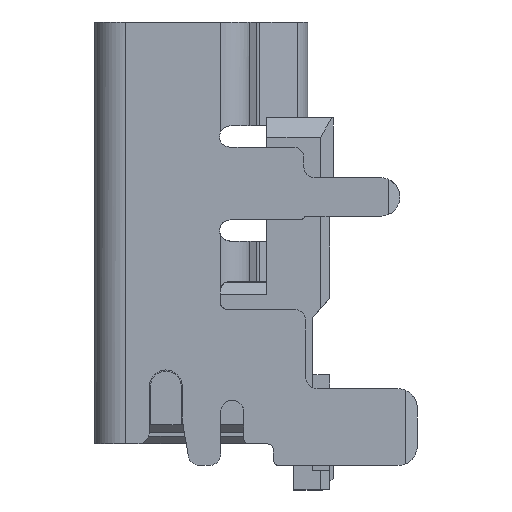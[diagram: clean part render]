
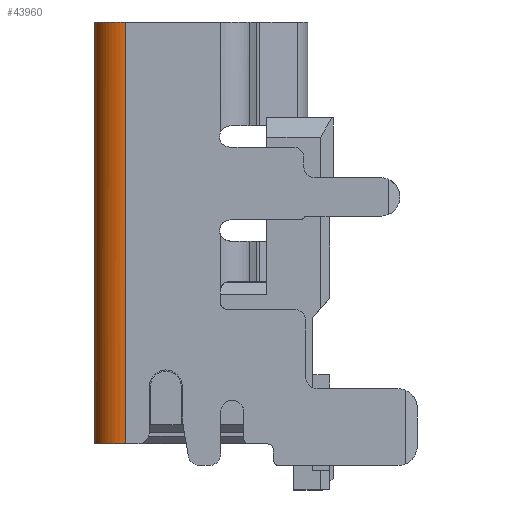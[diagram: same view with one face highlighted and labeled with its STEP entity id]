
A CAD part, left-side view. The second image highlights one B-rep face of the part: STEP entity #43960.
In plain terms, the highlighted cylindrical face has radius 0.8 mm (diameter 1.6 mm), a partial arc.
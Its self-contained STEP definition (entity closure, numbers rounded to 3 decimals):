
#635 = CARTESIAN_POINT ( 'NONE',  ( -6.908, 5.53, -11. ) ) ;
#2361 = CARTESIAN_POINT ( 'NONE',  ( -6.806, 5.55, 0. ) ) ;
#2437 = VERTEX_POINT ( 'NONE', #2649 ) ;
#2649 = CARTESIAN_POINT ( 'NONE',  ( -7.5, 4.75, -11. ) ) ;
#3839 = CARTESIAN_POINT ( 'NONE',  ( -7.399, 5.154, 0. ) ) ;
#5343 = LINE ( 'NONE', #10048, #58993 ) ;
#8480 = B_SPLINE_CURVE_WITH_KNOTS ( 'NONE', 3,
 ( #69727, #2361, #13717, #25045, #64314, #31893, #3839, #10029, #71670, #9779 ),
 .UNSPECIFIED., .F., .F.,
 ( 4, 2, 2, 2, 4 ),
 ( 0., 0.25, 0.5, 0.75, 1. ),
 .UNSPECIFIED. ) ;
#9779 = CARTESIAN_POINT ( 'NONE',  ( -7.5, 4.75, 0. ) ) ;
#10029 = CARTESIAN_POINT ( 'NONE',  ( -7.48, 4.958, 0. ) ) ;
#10048 = CARTESIAN_POINT ( 'NONE',  ( -6.7, 5.55, -5.5 ) ) ;
#10622 = VERTEX_POINT ( 'NONE', #37452 ) ;
#10709 = ORIENTED_EDGE ( 'NONE', *, *, #44008, .F. ) ;
#13717 = CARTESIAN_POINT ( 'NONE',  ( -6.908, 5.529, 0. ) ) ;
#15535 = AXIS2_PLACEMENT_3D ( 'NONE', #70685, #47368, #36097 ) ;
#19060 = LINE ( 'NONE', #59728, #45436 ) ;
#20055 = EDGE_LOOP ( 'NONE', ( #50562, #10709, #71629, #37037 ) ) ;
#23076 = CARTESIAN_POINT ( 'NONE',  ( -6.7, 5.55, -11. ) ) ;
#23564 = CARTESIAN_POINT ( 'NONE',  ( -7.34, 5.241, -11. ) ) ;
#25045 = CARTESIAN_POINT ( 'NONE',  ( -7.104, 5.449, 0. ) ) ;
#26233 = EDGE_CURVE ( 'NONE', #28595, #2437, #19060, .T. ) ;
#28595 = VERTEX_POINT ( 'NONE', #71921 ) ;
#28718 = CARTESIAN_POINT ( 'NONE',  ( -7.104, 5.449, -11. ) ) ;
#31893 = CARTESIAN_POINT ( 'NONE',  ( -7.34, 5.241, 0. ) ) ;
#33822 = EDGE_CURVE ( 'NONE', #2437, #68152, #34380, .T. ) ;
#34380 = B_SPLINE_CURVE_WITH_KNOTS ( 'NONE', 3,
 ( #40948, #34629, #68261, #45910, #23564, #62331, #28718, #635, #62835, #34853 ),
 .UNSPECIFIED., .F., .F.,
 ( 4, 2, 2, 2, 4 ),
 ( 0., 0.25, 0.5, 0.75, 1. ),
 .UNSPECIFIED. ) ;
#34629 = CARTESIAN_POINT ( 'NONE',  ( -7.5, 4.856, -11. ) ) ;
#34853 = CARTESIAN_POINT ( 'NONE',  ( -6.7, 5.55, -11. ) ) ;
#36097 = DIRECTION ( 'NONE',  ( 0., 1., 0. ) ) ;
#37037 = ORIENTED_EDGE ( 'NONE', *, *, #33822, .F. ) ;
#37452 = CARTESIAN_POINT ( 'NONE',  ( -6.7, 5.55, 0. ) ) ;
#40948 = CARTESIAN_POINT ( 'NONE',  ( -7.5, 4.75, -11. ) ) ;
#42272 = EDGE_CURVE ( 'NONE', #68152, #10622, #5343, .T. ) ;
#43960 = ADVANCED_FACE ( 'NONE', ( #51674 ), #58717, .T. ) ;
#44008 = EDGE_CURVE ( 'NONE', #10622, #28595, #8480, .T. ) ;
#45436 = VECTOR ( 'NONE', #59246, 1000. ) ;
#45910 = CARTESIAN_POINT ( 'NONE',  ( -7.399, 5.154, -11. ) ) ;
#47368 = DIRECTION ( 'NONE',  ( 0., 0., -1. ) ) ;
#50562 = ORIENTED_EDGE ( 'NONE', *, *, #26233, .F. ) ;
#51674 = FACE_OUTER_BOUND ( 'NONE', #20055, .T. ) ;
#54265 = DIRECTION ( 'NONE',  ( 0., 0., 1. ) ) ;
#58717 = CYLINDRICAL_SURFACE ( 'NONE', #15535, 0.8 ) ;
#58993 = VECTOR ( 'NONE', #54265, 1000. ) ;
#59246 = DIRECTION ( 'NONE',  ( 0., 0., -1. ) ) ;
#59728 = CARTESIAN_POINT ( 'NONE',  ( -7.5, 4.75, -3.908 ) ) ;
#62331 = CARTESIAN_POINT ( 'NONE',  ( -7.191, 5.39, -11. ) ) ;
#62835 = CARTESIAN_POINT ( 'NONE',  ( -6.806, 5.55, -11. ) ) ;
#64314 = CARTESIAN_POINT ( 'NONE',  ( -7.191, 5.39, 0. ) ) ;
#68152 = VERTEX_POINT ( 'NONE', #23076 ) ;
#68261 = CARTESIAN_POINT ( 'NONE',  ( -7.479, 4.958, -11. ) ) ;
#69727 = CARTESIAN_POINT ( 'NONE',  ( -6.7, 5.55, 0. ) ) ;
#70685 = CARTESIAN_POINT ( 'NONE',  ( -6.7, 4.75, 0. ) ) ;
#71629 = ORIENTED_EDGE ( 'NONE', *, *, #42272, .F. ) ;
#71670 = CARTESIAN_POINT ( 'NONE',  ( -7.5, 4.856, 0. ) ) ;
#71921 = CARTESIAN_POINT ( 'NONE',  ( -7.5, 4.75, 0. ) ) ;
